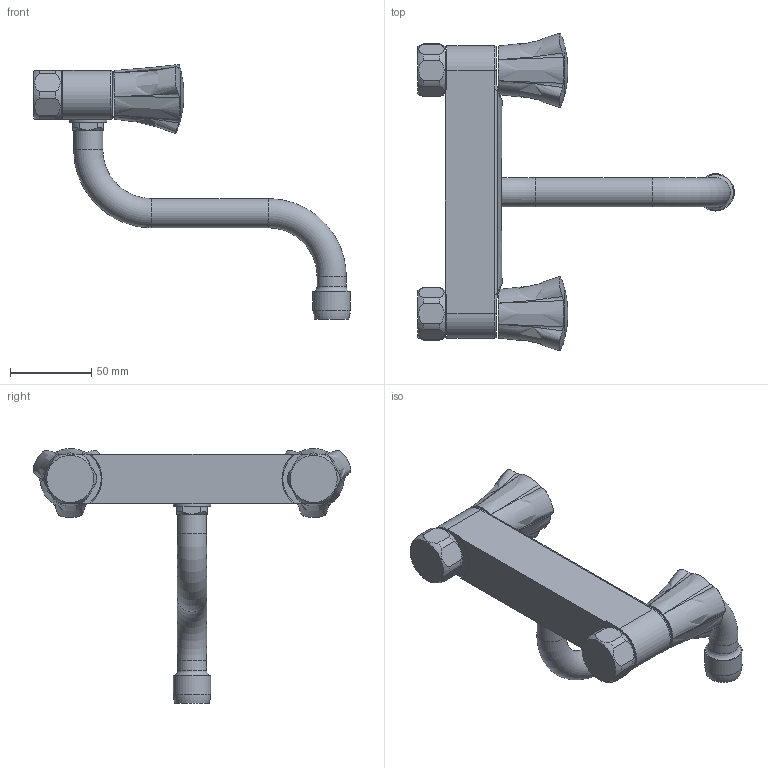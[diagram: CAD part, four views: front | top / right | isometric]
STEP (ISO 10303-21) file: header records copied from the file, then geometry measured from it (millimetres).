
FILE_DESCRIPTION(/* description */ ('Unknown'),/* implementation_level */ '2;1');
FILE_NAME(/* name */ '31182001',/* time_stamp */ '2022-09-09T12:46:58+02:00',/* author */ ('Unknown'),/* organization */ ('GROHE AG'),/* preprocessor_version */ 'ST-DEVELOPER v16.7',/* originating_system */ 'DEX',/* authorisation */ $);
FILE_SCHEMA (('AUTOMOTIVE_DESIGN {1 0 10303 214 3 1 1}'));
Length unit declared in the file: millimetre
Products named in the file (5): 31182001; 31182001_0; 31182001_1; id101
Assembly tree (4 placements, depth 2):
  31182001
    31182001
    31182001_0
    31182001_1
    id101
Bounding box: 195.1 x 195.91 x 157.06 mm (x, y, z)
Volume: 111819.8 mm3; surface area: 60003.8 mm2
Topology: 5 solids, 12 shells, 114 faces, 322 edges, 222 vertices
Faces by surface type: bspline 37, plane 35, cylinder 25, torus 10, cone 5, sphere 2
Full cylindrical faces by diameter (mm): 18 x3, 21 x2, 23 x2
Entity records: 6171 total; most frequent: CARTESIAN_POINT 3385, ORIENTED_EDGE 568, DIRECTION 356, EDGE_CURVE 289, VERTEX_POINT 209, B_SPLINE_CURVE_WITH_KNOTS 168, AXIS2_PLACEMENT_3D 153, EDGE_LOOP 134
